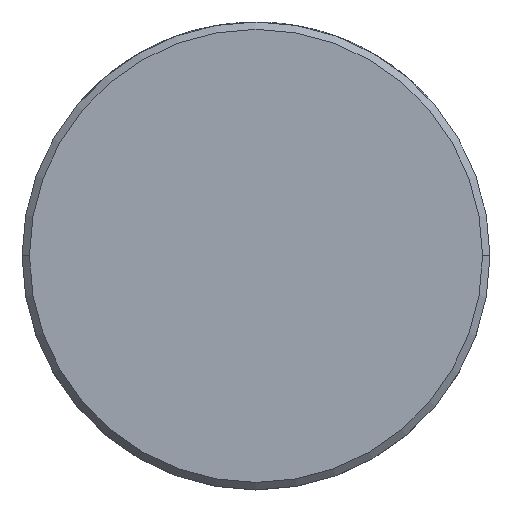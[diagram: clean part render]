
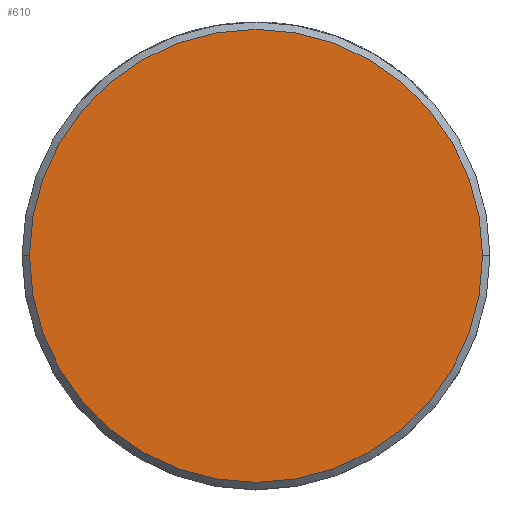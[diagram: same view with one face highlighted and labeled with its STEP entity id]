
A CAD part, top view. The second image highlights one B-rep face of the part: STEP entity #610.
In plain terms, the highlighted planar face has unit normal (0, 0, 1).
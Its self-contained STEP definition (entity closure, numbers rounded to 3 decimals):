
#1 = VERTEX_POINT ( 'NONE', #649 ) ;
#120 = EDGE_CURVE ( 'NONE', #121, #1, #1096, .T. ) ;
#121 = VERTEX_POINT ( 'NONE', #1158 ) ;
#512 = EDGE_LOOP ( 'NONE', ( #612, #518 ) ) ;
#518 = ORIENTED_EDGE ( 'NONE', *, *, #120, .T. ) ;
#575 = EDGE_CURVE ( 'NONE', #1, #121, #2303, .T. ) ;
#610 = ADVANCED_FACE ( 'NONE', ( #2419 ), #2368, .T. ) ;
#612 = ORIENTED_EDGE ( 'NONE', *, *, #575, .T. ) ;
#649 = CARTESIAN_POINT ( 'NONE',  ( -6.15, 0., 1.6 ) ) ;
#1096 = CIRCLE ( 'NONE', #1128, 6.15 ) ;
#1128 = AXIS2_PLACEMENT_3D ( 'NONE', #1156, #1155, #1154 ) ;
#1154 = DIRECTION ( 'NONE',  ( 1., 0., 0. ) ) ;
#1155 = DIRECTION ( 'NONE',  ( 0., 0., 1. ) ) ;
#1156 = CARTESIAN_POINT ( 'NONE',  ( 0., 0., 1.6 ) ) ;
#1158 = CARTESIAN_POINT ( 'NONE',  ( 6.15, 0., 1.6 ) ) ;
#2299 = DIRECTION ( 'NONE',  ( 1., 0., 0. ) ) ;
#2303 = CIRCLE ( 'NONE', #2319, 6.15 ) ;
#2314 = CARTESIAN_POINT ( 'NONE',  ( 0., 0., 1.6 ) ) ;
#2319 = AXIS2_PLACEMENT_3D ( 'NONE', #2314, #2326, #2299 ) ;
#2326 = DIRECTION ( 'NONE',  ( 0., 0., 1. ) ) ;
#2368 = PLANE ( 'NONE',  #2371 ) ;
#2371 = AXIS2_PLACEMENT_3D ( 'NONE', #2446, #2445, #2444 ) ;
#2419 = FACE_OUTER_BOUND ( 'NONE', #512, .T. ) ;
#2444 = DIRECTION ( 'NONE',  ( 1., 0., 0. ) ) ;
#2445 = DIRECTION ( 'NONE',  ( 0., 0., 1. ) ) ;
#2446 = CARTESIAN_POINT ( 'NONE',  ( 0., 0., 1.6 ) ) ;
